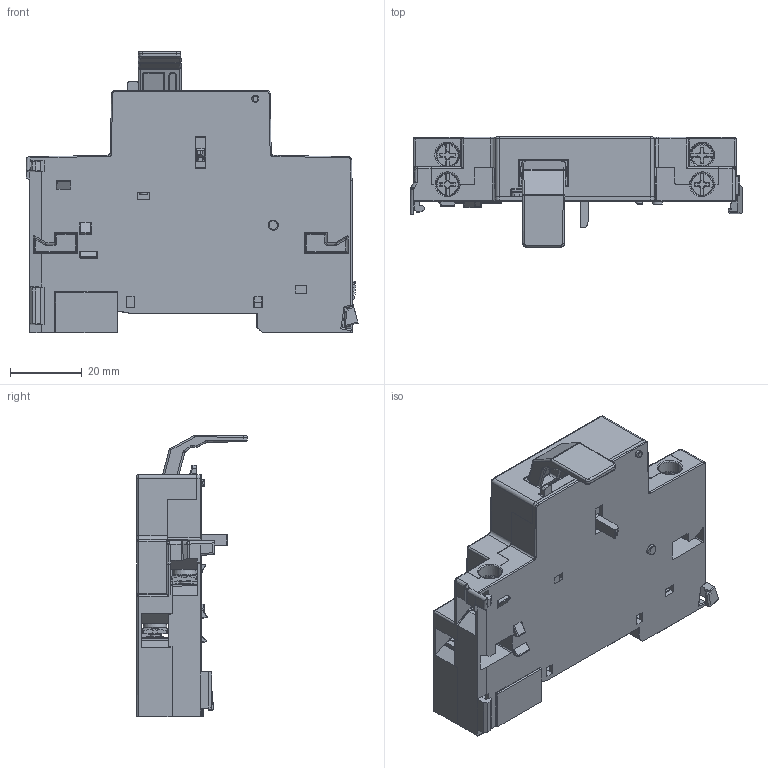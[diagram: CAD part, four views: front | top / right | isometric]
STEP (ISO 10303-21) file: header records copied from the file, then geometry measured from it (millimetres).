
FILE_DESCRIPTION(/* description */ (''),/* implementation_level */ '2;1');
FILE_NAME(/* name */ 'SM1X15P_CATALOG.stp',/* time_stamp */ '2020-04-23T15:51:58+02:00',/* author */ (''),/* organization */ (''),/* preprocessor_version */ 'ST-DEVELOPER v16',/* originating_system */ 'SIEMENS PLM Software NX 10.0',/* authorisation */ '');
FILE_SCHEMA (('AP203_CONFIGURATION_CONTROLLED_3D_DESIGN_OF_MECHANICAL_PARTS_AND_ASSEMBLIES_MIM_LF { 1 0 10303 403 2 1 2}'));
Length unit declared in the file: millimetre
Products named in the file (1): SM1X15P_CATALOG
Bounding box: 92.65 x 30.74 x 78.69 mm (x, y, z)
Surface area: 26447.8 mm2 (no closed solid volume)
Topology: 0 solids, 48 shells, 849 faces, 3591 edges, 2700 vertices
Faces by surface type: plane 437, cylinder 246, bspline 67, torus 42, cone 37, sphere 20
Full cylindrical faces by diameter (mm): 1.9 x1, 2 x1, 2.1 x1, 2.75 x4, 2.8 x1, 3.05 x1, 3.5 x4
Entity records: 40575 total; most frequent: CARTESIAN_POINT 12224, DIRECTION 5687, ORIENTED_EDGE 5249, EDGE_CURVE 3521, VERTEX_POINT 2690, LINE 2235, VECTOR 2235, AXIS2_PLACEMENT_3D 1726
